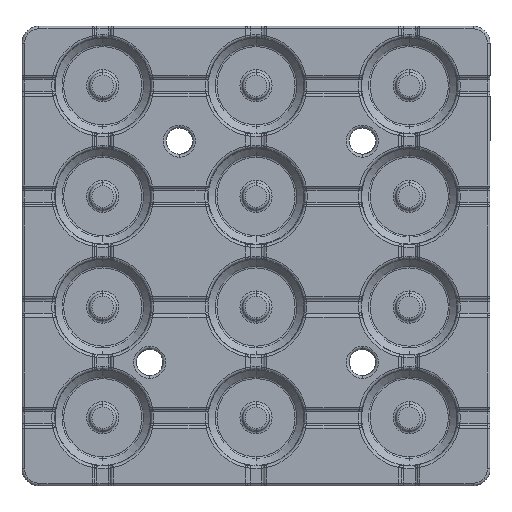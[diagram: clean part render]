
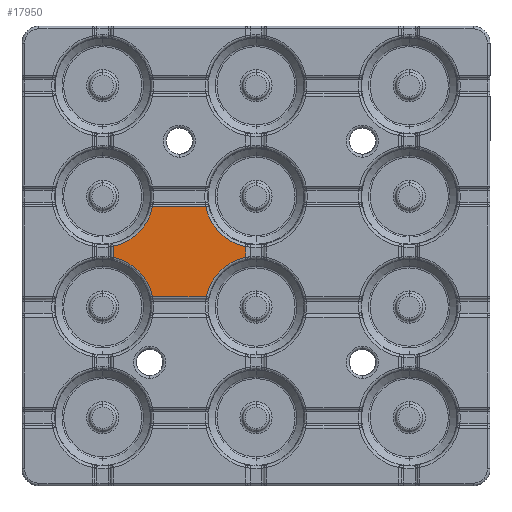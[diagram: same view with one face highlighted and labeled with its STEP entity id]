
A CAD part, front view. The second image highlights one B-rep face of the part: STEP entity #17950.
In plain terms, the highlighted planar face has unit normal (0, -1, 0).
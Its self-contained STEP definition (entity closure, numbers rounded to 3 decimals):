
#383 = CARTESIAN_POINT ( 'NONE',  ( 0., 0., 54. ) ) ;
#1832 = DIRECTION ( 'NONE',  ( 0., 0., 1. ) ) ;
#1927 = CARTESIAN_POINT ( 'NONE',  ( -1.223, 0., 48.1 ) ) ;
#2700 = CARTESIAN_POINT ( 'NONE',  ( -1.223, 0., 22. ) ) ;
#2947 = VECTOR ( 'NONE', #15556, 1000. ) ;
#3688 = VERTEX_POINT ( 'NONE', #14916 ) ;
#3908 = CARTESIAN_POINT ( 'NONE',  ( 0., 0., 41. ) ) ;
#4375 = CIRCLE ( 'NONE', #7099, 5.975 ) ;
#4398 = DIRECTION ( 'NONE',  ( 0., 1., 0. ) ) ;
#4901 = VERTEX_POINT ( 'NONE', #6329 ) ;
#4919 = EDGE_CURVE ( 'NONE', #4901, #13026, #25935, .T. ) ;
#5210 = EDGE_CURVE ( 'NONE', #18605, #4901, #21537, .T. ) ;
#5333 = DIRECTION ( 'NONE',  ( 0., 1., 0. ) ) ;
#5475 = ORIENTED_EDGE ( 'NONE', *, *, #33448, .T. ) ;
#6329 = CARTESIAN_POINT ( 'NONE',  ( -12.151, 0., 52.777 ) ) ;
#6660 = DIRECTION ( 'NONE',  ( 0., 0., 1. ) ) ;
#6747 = ORIENTED_EDGE ( 'NONE', *, *, #15552, .T. ) ;
#6846 = CIRCLE ( 'NONE', #30337, 6.025 ) ;
#7077 = VERTEX_POINT ( 'NONE', #1927 ) ;
#7099 = AXIS2_PLACEMENT_3D ( 'NONE', #3908, #14358, #21714 ) ;
#7379 = ORIENTED_EDGE ( 'NONE', *, *, #10409, .T. ) ;
#7927 = VECTOR ( 'NONE', #17480, 1000. ) ;
#9026 = DIRECTION ( 'NONE',  ( -1., 0., 0. ) ) ;
#9581 = VECTOR ( 'NONE', #9026, 1000. ) ;
#10409 = EDGE_CURVE ( 'NONE', #14227, #17439, #4375, .T. ) ;
#11178 = LINE ( 'NONE', #30815, #7927 ) ;
#11192 = AXIS2_PLACEMENT_3D ( 'NONE', #22391, #22227, #6660 ) ;
#11327 = CARTESIAN_POINT ( 'NONE',  ( -5.849, 0., 42.223 ) ) ;
#13026 = VERTEX_POINT ( 'NONE', #22453 ) ;
#13262 = EDGE_LOOP ( 'NONE', ( #5475, #31925, #32059, #6747, #28735, #13628, #7379, #21124 ) ) ;
#13628 = ORIENTED_EDGE ( 'NONE', *, *, #33270, .T. ) ;
#14227 = VERTEX_POINT ( 'NONE', #11327 ) ;
#14358 = DIRECTION ( 'NONE',  ( 0., 1., 0. ) ) ;
#14593 = AXIS2_PLACEMENT_3D ( 'NONE', #15621, #17496, #27926 ) ;
#14916 = CARTESIAN_POINT ( 'NONE',  ( -16.777, 0., 46.849 ) ) ;
#15552 = EDGE_CURVE ( 'NONE', #13026, #3688, #30389, .T. ) ;
#15556 = DIRECTION ( 'NONE',  ( 0., 0., 1. ) ) ;
#15621 = CARTESIAN_POINT ( 'NONE',  ( -25.5, 0., 22. ) ) ;
#17181 = CIRCLE ( 'NONE', #22093, 5.975 ) ;
#17387 = CARTESIAN_POINT ( 'NONE',  ( -16.777, 0., 22. ) ) ;
#17439 = VERTEX_POINT ( 'NONE', #20024 ) ;
#17480 = DIRECTION ( 'NONE',  ( 1., 0., 0. ) ) ;
#17496 = DIRECTION ( 'NONE',  ( 0., 1., 0. ) ) ;
#17950 = ADVANCED_FACE ( 'NONE', ( #18168 ), #28596, .F. ) ;
#18168 = FACE_OUTER_BOUND ( 'NONE', #13262, .T. ) ;
#18605 = VERTEX_POINT ( 'NONE', #19018 ) ;
#19018 = CARTESIAN_POINT ( 'NONE',  ( -5.9, 0., 52.777 ) ) ;
#20024 = CARTESIAN_POINT ( 'NONE',  ( -1.223, 0., 46.849 ) ) ;
#21124 = ORIENTED_EDGE ( 'NONE', *, *, #26779, .T. ) ;
#21537 = LINE ( 'NONE', #32139, #9581 ) ;
#21714 = DIRECTION ( 'NONE',  ( 0., 0., 1. ) ) ;
#22093 = AXIS2_PLACEMENT_3D ( 'NONE', #28159, #4398, #1832 ) ;
#22227 = DIRECTION ( 'NONE',  ( 0., 1., 0. ) ) ;
#22391 = CARTESIAN_POINT ( 'NONE',  ( -18., 0., 54. ) ) ;
#22453 = CARTESIAN_POINT ( 'NONE',  ( -16.777, 0., 48.151 ) ) ;
#24129 = CARTESIAN_POINT ( 'NONE',  ( -12.151, 0., 42.223 ) ) ;
#24790 = VERTEX_POINT ( 'NONE', #24129 ) ;
#25581 = DIRECTION ( 'NONE',  ( 0., 0., -1. ) ) ;
#25935 = CIRCLE ( 'NONE', #11192, 5.975 ) ;
#26779 = EDGE_CURVE ( 'NONE', #17439, #7077, #31263, .T. ) ;
#27926 = DIRECTION ( 'NONE',  ( 0., 0., 1. ) ) ;
#28159 = CARTESIAN_POINT ( 'NONE',  ( -18., 0., 41. ) ) ;
#28596 = PLANE ( 'NONE',  #14593 ) ;
#28735 = ORIENTED_EDGE ( 'NONE', *, *, #32541, .T. ) ;
#29092 = DIRECTION ( 'NONE',  ( 0., 0., 1. ) ) ;
#29197 = VECTOR ( 'NONE', #25581, 1000. ) ;
#30337 = AXIS2_PLACEMENT_3D ( 'NONE', #383, #5333, #29092 ) ;
#30389 = LINE ( 'NONE', #17387, #29197 ) ;
#30815 = CARTESIAN_POINT ( 'NONE',  ( -25.5, 0., 42.223 ) ) ;
#31263 = LINE ( 'NONE', #2700, #2947 ) ;
#31925 = ORIENTED_EDGE ( 'NONE', *, *, #5210, .T. ) ;
#32059 = ORIENTED_EDGE ( 'NONE', *, *, #4919, .T. ) ;
#32139 = CARTESIAN_POINT ( 'NONE',  ( -25.5, 0., 52.777 ) ) ;
#32541 = EDGE_CURVE ( 'NONE', #3688, #24790, #17181, .T. ) ;
#33270 = EDGE_CURVE ( 'NONE', #24790, #14227, #11178, .T. ) ;
#33448 = EDGE_CURVE ( 'NONE', #7077, #18605, #6846, .T. ) ;
